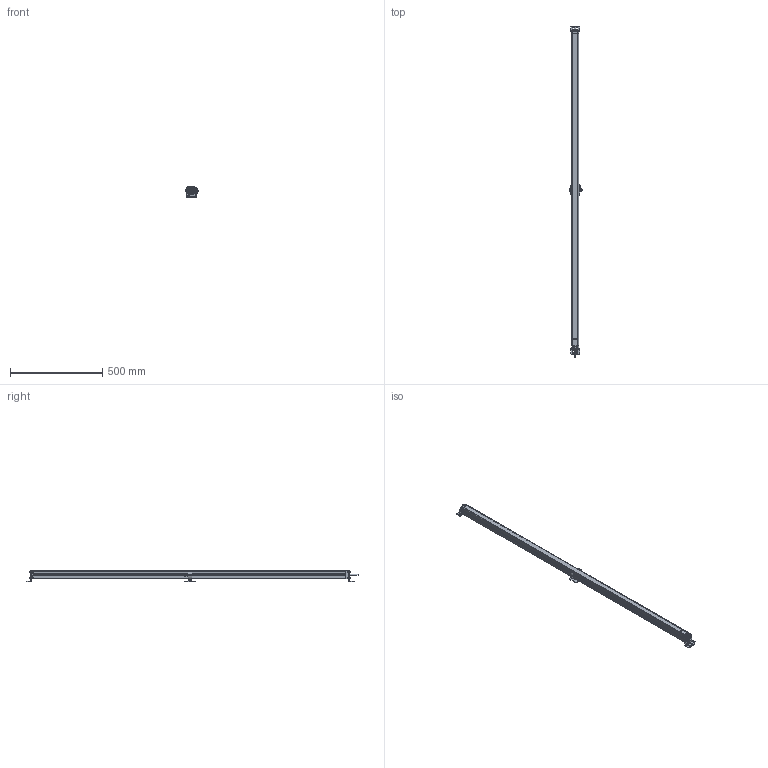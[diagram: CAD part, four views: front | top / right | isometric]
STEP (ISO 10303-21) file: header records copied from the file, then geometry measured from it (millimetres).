
FILE_DESCRIPTION((''),'2;1');
FILE_NAME('139527_ASM','2015-12-02T',('pdmadmin'),(''),'PRO/ENGINEER BY PARAMETRIC TECHNOLOGY CORPORATION, 2013230','PRO/ENGINEER BY PARAMETRIC TECHNOLOGY CORPORATION, 2013230','');
FILE_SCHEMA(('CONFIG_CONTROL_DESIGN'));
Length unit declared in the file: inch
Products named in the file (27): 111905; 131958; 111917; 113250_ASM; 125310; 113680; 109551; 123800_AF1466; 114466; 113974; 120095; 111625; 120372; 122072; 120191_AF1; 121071_AF2_ASM; 123801_AF1167; 111834; 111835; 111087; 58892_GENERIC; 114483; 114482; 58892; 60139; 71756_ASM; 139527_ASM
Assembly tree (41 placements, depth 3):
  139527_ASM
    113250_ASM
      111905
      131958
      111917
    125310
    113680
    109551
    123800_AF1466
    114466  x8
    113974
    121071_AF2_ASM
      120095
      111625
      120372
      122072
      120191_AF1
    123801_AF1167
    111834
    111835  x2
    111087  x2
    58892_GENERIC  x4
    71756_ASM
      114483
      114482
      58892  x3
      60139  x2
Bounding box: 68.64 x 1798 x 63 mm (x, y, z)
Volume: 1143802.9 mm3; surface area: 716584.9 mm2
Topology: 39 solids, 52 shells, 3718 faces, 10166 edges, 6613 vertices
Faces by surface type: plane 2116, cylinder 1270, bspline 212, torus 62, cone 34, sphere 24
Entity records: 73118 total; most frequent: CARTESIAN_POINT 24041, ORIENTED_EDGE 10298, DIRECTION 9632, EDGE_CURVE 5173, VECTOR 3806, LINE 3806, VERTEX_POINT 3334, AXIS2_PLACEMENT_3D 2913
